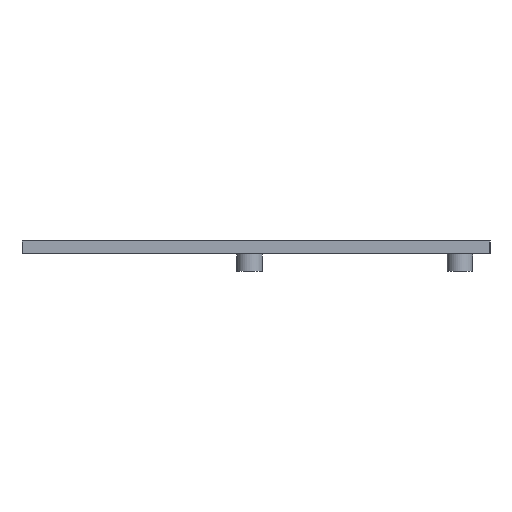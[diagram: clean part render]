
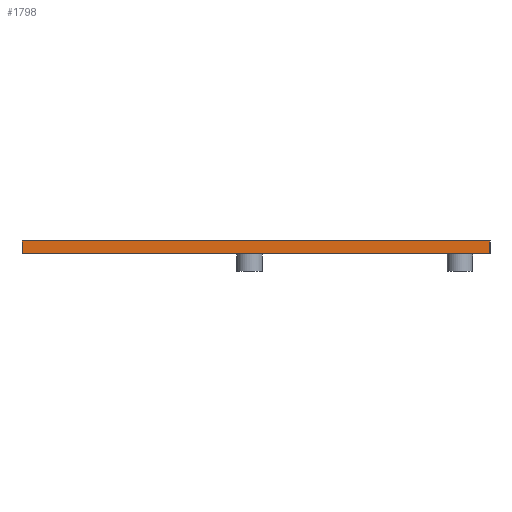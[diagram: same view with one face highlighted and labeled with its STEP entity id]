
A CAD part, left-side view. The second image highlights one B-rep face of the part: STEP entity #1798.
In plain terms, the highlighted planar face has unit normal (-1, 0, 0).
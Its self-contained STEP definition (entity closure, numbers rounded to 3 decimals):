
#214=FACE_OUTER_BOUND('',#306,.T.);
#306=EDGE_LOOP('',(#1465,#1466,#1467,#1468));
#554=LINE('',#2861,#752);
#562=LINE('',#2876,#760);
#563=LINE('',#2878,#761);
#564=LINE('',#2879,#762);
#752=VECTOR('',#2350,10.);
#760=VECTOR('',#2362,10.);
#761=VECTOR('',#2365,10.);
#762=VECTOR('',#2366,10.);
#908=VERTEX_POINT('',#2858);
#909=VERTEX_POINT('',#2860);
#913=VERTEX_POINT('',#2872);
#914=VERTEX_POINT('',#2874);
#1138=EDGE_CURVE('',#908,#909,#554,.T.);
#1146=EDGE_CURVE('',#913,#914,#562,.T.);
#1147=EDGE_CURVE('',#908,#913,#563,.T.);
#1148=EDGE_CURVE('',#909,#914,#564,.T.);
#1465=ORIENTED_EDGE('',*,*,#1147,.T.);
#1466=ORIENTED_EDGE('',*,*,#1146,.T.);
#1467=ORIENTED_EDGE('',*,*,#1148,.F.);
#1468=ORIENTED_EDGE('',*,*,#1138,.F.);
#1714=PLANE('',#1936);
#1798=ADVANCED_FACE('',(#214),#1714,.T.);
#1936=AXIS2_PLACEMENT_3D('',#2877,#2363,#2364);
#2350=DIRECTION('',(0.,0.,1.));
#2362=DIRECTION('',(0.,0.,1.));
#2363=DIRECTION('center_axis',(-1.,0.,0.));
#2364=DIRECTION('ref_axis',(0.,-1.,0.));
#2365=DIRECTION('',(0.,-1.,0.));
#2366=DIRECTION('',(0.,-1.,0.));
#2858=CARTESIAN_POINT('',(0.,109.,0.));
#2860=CARTESIAN_POINT('',(0.,109.,3.));
#2861=CARTESIAN_POINT('',(0.,109.,0.));
#2872=CARTESIAN_POINT('',(0.,0.,0.));
#2874=CARTESIAN_POINT('',(0.,0.,3.));
#2876=CARTESIAN_POINT('',(0.,0.,0.));
#2877=CARTESIAN_POINT('Origin',(0.,109.,0.));
#2878=CARTESIAN_POINT('',(0.,109.,0.));
#2879=CARTESIAN_POINT('',(0.,109.,3.));
